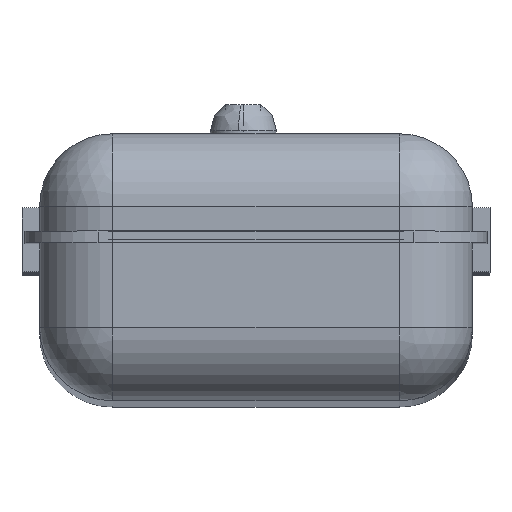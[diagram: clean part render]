
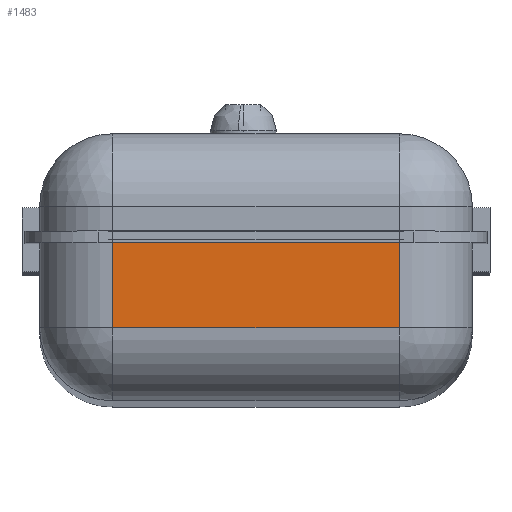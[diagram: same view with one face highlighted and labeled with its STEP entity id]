
A CAD part, top view. The second image highlights one B-rep face of the part: STEP entity #1483.
In plain terms, the highlighted planar face has unit normal (0, 0, 1).
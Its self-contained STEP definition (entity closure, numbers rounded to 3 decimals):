
#27 = VECTOR ( 'NONE', #123, 1000. ) ;
#123 = DIRECTION ( 'NONE',  ( 0., -1., 0. ) ) ;
#363 = VECTOR ( 'NONE', #3726, 1000. ) ;
#934 = VECTOR ( 'NONE', #3847, 1000. ) ;
#1126 = LINE ( 'NONE', #3255, #934 ) ;
#1483 = ADVANCED_FACE ( 'NONE', ( #5423 ), #3036, .T. ) ;
#1656 = ORIENTED_EDGE ( 'NONE', *, *, #6021, .T. ) ;
#1679 = VECTOR ( 'NONE', #2820, 1000. ) ;
#1869 = DIRECTION ( 'NONE',  ( 0., 0., 1. ) ) ;
#2122 = CARTESIAN_POINT ( 'NONE',  ( -15.878, 6.565, 0. ) ) ;
#2222 = CARTESIAN_POINT ( 'NONE',  ( 0., 6.565, 0. ) ) ;
#2820 = DIRECTION ( 'NONE',  ( 1., 0., 0. ) ) ;
#3036 = PLANE ( 'NONE',  #6712 ) ;
#3190 = LINE ( 'NONE', #4322, #27 ) ;
#3255 = CARTESIAN_POINT ( 'NONE',  ( 82.122, 0., 0. ) ) ;
#3273 = CARTESIAN_POINT ( 'NONE',  ( -15.878, 36.565, 0. ) ) ;
#3626 = VERTEX_POINT ( 'NONE', #2122 ) ;
#3726 = DIRECTION ( 'NONE',  ( -1., 0., 0. ) ) ;
#3847 = DIRECTION ( 'NONE',  ( 0., 1., 0. ) ) ;
#4116 = VERTEX_POINT ( 'NONE', #7128 ) ;
#4121 = ORIENTED_EDGE ( 'NONE', *, *, #5867, .T. ) ;
#4322 = CARTESIAN_POINT ( 'NONE',  ( -15.878, 0., 0. ) ) ;
#4370 = VERTEX_POINT ( 'NONE', #6281 ) ;
#5334 = EDGE_LOOP ( 'NONE', ( #6767, #1656, #6465, #4121 ) ) ;
#5423 = FACE_OUTER_BOUND ( 'NONE', #5334, .T. ) ;
#5477 = CARTESIAN_POINT ( 'NONE',  ( 0., 0., 0. ) ) ;
#5867 = EDGE_CURVE ( 'NONE', #6635, #3626, #3190, .T. ) ;
#6021 = EDGE_CURVE ( 'NONE', #4116, #4370, #1126, .T. ) ;
#6064 = DIRECTION ( 'NONE',  ( 1., 0., 0. ) ) ;
#6161 = EDGE_CURVE ( 'NONE', #3626, #4116, #6476, .T. ) ;
#6281 = CARTESIAN_POINT ( 'NONE',  ( 82.122, 36.565, 0. ) ) ;
#6449 = EDGE_CURVE ( 'NONE', #4370, #6635, #7581, .T. ) ;
#6465 = ORIENTED_EDGE ( 'NONE', *, *, #6449, .T. ) ;
#6476 = LINE ( 'NONE', #2222, #1679 ) ;
#6635 = VERTEX_POINT ( 'NONE', #3273 ) ;
#6712 = AXIS2_PLACEMENT_3D ( 'NONE', #5477, #1869, #6064 ) ;
#6767 = ORIENTED_EDGE ( 'NONE', *, *, #6161, .T. ) ;
#7128 = CARTESIAN_POINT ( 'NONE',  ( 82.122, 6.565, 0. ) ) ;
#7354 = CARTESIAN_POINT ( 'NONE',  ( -40.878, 36.565, 0. ) ) ;
#7581 = LINE ( 'NONE', #7354, #363 ) ;
